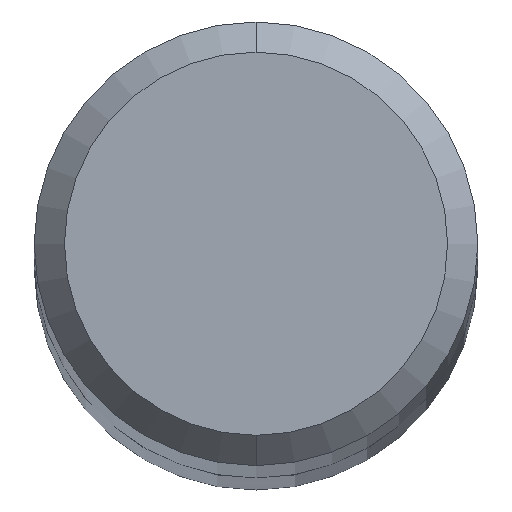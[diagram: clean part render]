
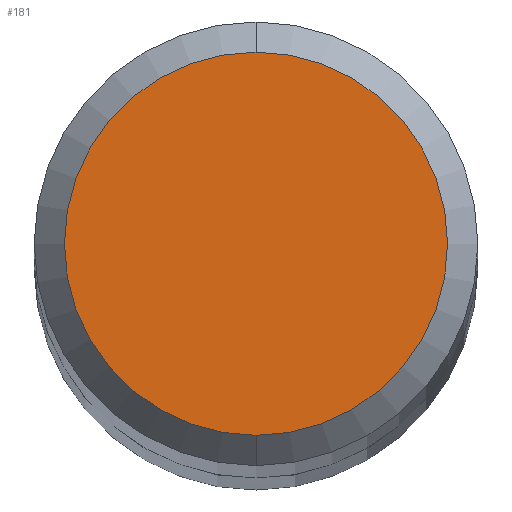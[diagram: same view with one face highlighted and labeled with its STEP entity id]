
A CAD part, top view. The second image highlights one B-rep face of the part: STEP entity #181.
In plain terms, the highlighted planar face has unit normal (0, 0, 1).
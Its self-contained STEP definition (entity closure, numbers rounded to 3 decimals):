
#89=VERTEX_POINT('',#209);
#137=EDGE_CURVE('',#151,#89,#262,.T.);
#151=VERTEX_POINT('',#280);
#155=EDGE_CURVE('',#89,#151,#285,.T.);
#181=ADVANCED_FACE('',(#312),#313,.T.);
#209=CARTESIAN_POINT('',(0.,-1.9,0.0));
#262=CIRCLE('',#405,1.9);
#280=CARTESIAN_POINT('',(0.0,1.9,0.0));
#285=CIRCLE('',#432,1.9);
#312=FACE_OUTER_BOUND('',#466,.T.);
#313=PLANE('',#467);
#405=AXIS2_PLACEMENT_3D('',#535,#536,#537);
#432=AXIS2_PLACEMENT_3D('',#580,#581,#582);
#466=EDGE_LOOP('',(#608,#609));
#467=AXIS2_PLACEMENT_3D('',#610,#611,#612);
#535=CARTESIAN_POINT('',(0.0,0.0,0.0));
#536=DIRECTION('',(0.0,0.0,-1.0));
#537=DIRECTION('',(0.0,1.0,0.0));
#580=CARTESIAN_POINT('',(0.0,0.0,0.0));
#581=DIRECTION('',(0.0,0.0,-1.0));
#582=DIRECTION('',(0.0,1.0,0.0));
#608=ORIENTED_EDGE('',*,*,#137,.F.);
#609=ORIENTED_EDGE('',*,*,#155,.F.);
#610=CARTESIAN_POINT('',(0.0,0.95,0.0));
#611=DIRECTION('',(-0.0,0.0,1.0));
#612=DIRECTION('',(0.0,-1.0,0.0));
